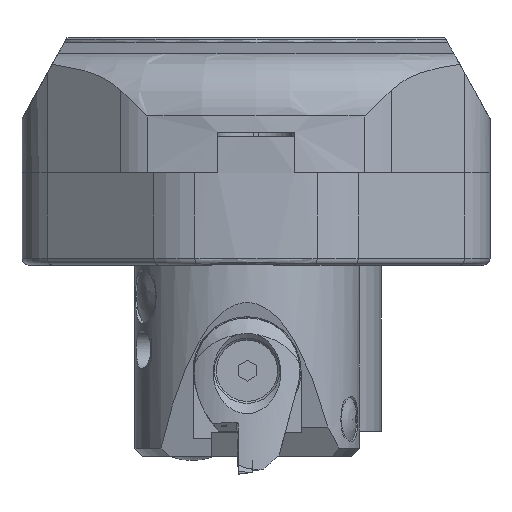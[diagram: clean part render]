
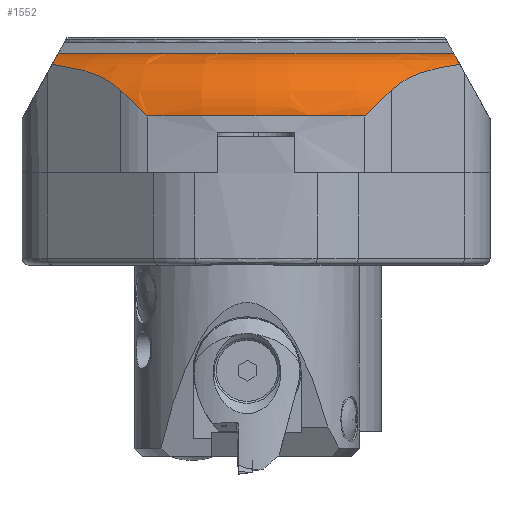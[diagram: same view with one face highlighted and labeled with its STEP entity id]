
A CAD part, left-side view. The second image highlights one B-rep face of the part: STEP entity #1552.
In plain terms, the highlighted toroidal (fillet/blend) face has major radius 76 mm and minor radius 14 mm.
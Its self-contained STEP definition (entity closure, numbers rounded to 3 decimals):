
#591=TOROIDAL_SURFACE('',#10560,76.,14.);
#738=B_SPLINE_CURVE_WITH_KNOTS('',3,(#14352,#14353,#14354,#14355),
 .UNSPECIFIED.,.F.,.F.,(4,4),(0.,1.),.UNSPECIFIED.);
#739=B_SPLINE_CURVE_WITH_KNOTS('',3,(#14371,#14372,#14373,#14374),
 .UNSPECIFIED.,.F.,.F.,(4,4),(0.,1.),.UNSPECIFIED.);
#740=B_SPLINE_CURVE_WITH_KNOTS('',3,(#14376,#14377,#14378,#14379,#14380,
#14381,#14382,#14383),.UNSPECIFIED.,.F.,.F.,(4,2,2,4),(0.,0.5,
0.75,1.),.UNSPECIFIED.);
#741=B_SPLINE_CURVE_WITH_KNOTS('',3,(#14385,#14386,#14387,#14388),
 .UNSPECIFIED.,.F.,.F.,(4,4),(0.,1.),.UNSPECIFIED.);
#742=B_SPLINE_CURVE_WITH_KNOTS('',3,(#14389,#14390,#14391,#14392,#14393,
#14394),.UNSPECIFIED.,.F.,.F.,(4,2,4),(0.,0.5,1.),.UNSPECIFIED.);
#743=B_SPLINE_CURVE_WITH_KNOTS('',3,(#14396,#14397,#14398,#14399),
 .UNSPECIFIED.,.F.,.F.,(4,4),(0.,1.),.UNSPECIFIED.);
#1056=FACE_OUTER_BOUND('',#4009,.T.);
#1552=ADVANCED_FACE('',(#1056),#591,.T.);
#4009=EDGE_LOOP('',(#4677,#4678,#4679,#4680,#4681,#4682,#4683,#4684));
#4677=ORIENTED_EDGE('',*,*,#8562,.F.);
#4678=ORIENTED_EDGE('',*,*,#8563,.T.);
#4679=ORIENTED_EDGE('',*,*,#8564,.T.);
#4680=ORIENTED_EDGE('',*,*,#8565,.T.);
#4681=ORIENTED_EDGE('',*,*,#8557,.F.);
#4682=ORIENTED_EDGE('',*,*,#8555,.T.);
#4683=ORIENTED_EDGE('',*,*,#8566,.T.);
#4684=ORIENTED_EDGE('',*,*,#8567,.T.);
#7573=VERTEX_POINT('',#14351);
#7574=VERTEX_POINT('',#14356);
#7575=VERTEX_POINT('',#14360);
#7578=VERTEX_POINT('',#14369);
#7579=VERTEX_POINT('',#14370);
#7580=VERTEX_POINT('',#14375);
#7581=VERTEX_POINT('',#14384);
#7582=VERTEX_POINT('',#14395);
#8555=EDGE_CURVE('',#7574,#7573,#738,.T.);
#8557=EDGE_CURVE('',#7574,#7575,#9988,.T.);
#8562=EDGE_CURVE('',#7578,#7579,#9990,.T.);
#8563=EDGE_CURVE('',#7578,#7580,#739,.T.);
#8564=EDGE_CURVE('',#7580,#7581,#740,.T.);
#8565=EDGE_CURVE('',#7581,#7575,#741,.T.);
#8566=EDGE_CURVE('',#7573,#7582,#742,.T.);
#8567=EDGE_CURVE('',#7582,#7579,#743,.T.);
#9988=CIRCLE('',#10556,90.);
#9990=CIRCLE('',#10559,77.948);
#10556=AXIS2_PLACEMENT_3D('',#14359,#11608,#11609);
#10559=AXIS2_PLACEMENT_3D('',#14368,#11617,#11618);
#10560=AXIS2_PLACEMENT_3D('',#14400,#11619,#11620);
#11608=DIRECTION('',(0.,0.,-1.));
#11609=DIRECTION('',(-1.,0.,0.));
#11617=DIRECTION('',(0.,0.,1.));
#11618=DIRECTION('',(1.,0.,0.));
#11619=DIRECTION('',(0.,0.,1.));
#11620=DIRECTION('',(-1.,0.,0.));
#14351=CARTESIAN_POINT('',(-83.568,-30.05,-11.731));
#14352=CARTESIAN_POINT('',(-86.73,-24.039,-17.386));
#14353=CARTESIAN_POINT('',(-86.13,-26.204,-15.48));
#14354=CARTESIAN_POINT('',(-85.081,-28.247,-13.573));
#14355=CARTESIAN_POINT('',(-83.568,-30.05,-11.731));
#14356=CARTESIAN_POINT('',(-86.73,-24.039,-17.386));
#14359=CARTESIAN_POINT('',(0.,0.,-17.386));
#14360=CARTESIAN_POINT('',(-86.73,24.039,-17.386));
#14368=CARTESIAN_POINT('',(0.,0.,-3.522));
#14369=CARTESIAN_POINT('',(-64.372,43.957,-3.522));
#14370=CARTESIAN_POINT('',(-64.372,-43.957,-3.522));
#14371=CARTESIAN_POINT('',(-64.372,43.957,-3.522));
#14372=CARTESIAN_POINT('',(-66.718,44.115,-3.807));
#14373=CARTESIAN_POINT('',(-68.976,44.539,-4.57));
#14374=CARTESIAN_POINT('',(-70.782,45.288,-5.918));
#14375=CARTESIAN_POINT('',(-70.782,45.288,-5.918));
#14376=CARTESIAN_POINT('',(-70.782,45.288,-5.918));
#14377=CARTESIAN_POINT('',(-73.014,42.628,-6.231));
#14378=CARTESIAN_POINT('',(-75.248,39.965,-6.714));
#14379=CARTESIAN_POINT('',(-78.522,36.063,-7.987));
#14380=CARTESIAN_POINT('',(-79.604,34.774,-8.506));
#14381=CARTESIAN_POINT('',(-81.676,32.305,-9.838));
#14382=CARTESIAN_POINT('',(-82.677,31.112,-10.646));
#14383=CARTESIAN_POINT('',(-83.568,30.05,-11.731));
#14384=CARTESIAN_POINT('',(-83.568,30.05,-11.731));
#14385=CARTESIAN_POINT('',(-83.568,30.05,-11.731));
#14386=CARTESIAN_POINT('',(-85.081,28.247,-13.573));
#14387=CARTESIAN_POINT('',(-86.13,26.204,-15.48));
#14388=CARTESIAN_POINT('',(-86.73,24.039,-17.386));
#14389=CARTESIAN_POINT('',(-83.568,-30.05,-11.731));
#14390=CARTESIAN_POINT('',(-81.777,-32.184,-9.55));
#14391=CARTESIAN_POINT('',(-79.574,-34.81,-8.391));
#14392=CARTESIAN_POINT('',(-75.225,-39.994,-6.709));
#14393=CARTESIAN_POINT('',(-73.012,-42.63,-6.231));
#14394=CARTESIAN_POINT('',(-70.782,-45.288,-5.918));
#14395=CARTESIAN_POINT('',(-70.782,-45.288,-5.918));
#14396=CARTESIAN_POINT('',(-70.782,-45.288,-5.918));
#14397=CARTESIAN_POINT('',(-68.973,-44.538,-4.568));
#14398=CARTESIAN_POINT('',(-66.721,-44.115,-3.808));
#14399=CARTESIAN_POINT('',(-64.372,-43.957,-3.522));
#14400=CARTESIAN_POINT('',(0.,0.,-17.386));
